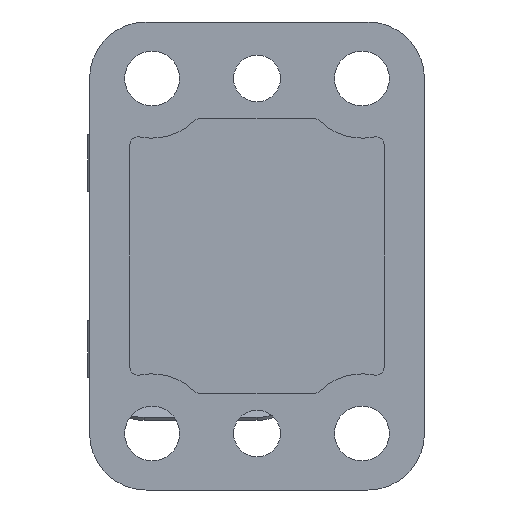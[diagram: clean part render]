
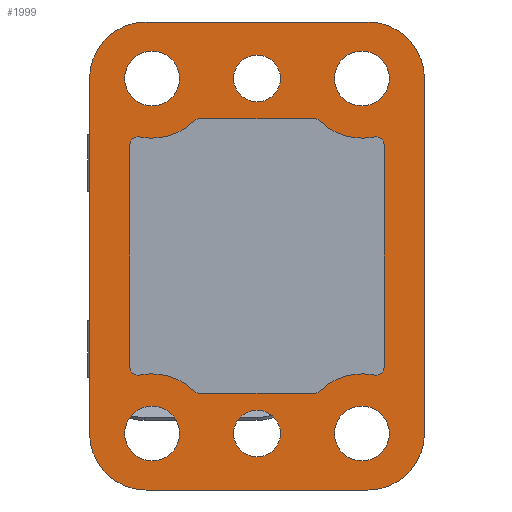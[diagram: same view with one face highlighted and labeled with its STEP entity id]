
A CAD part, front view. The second image highlights one B-rep face of the part: STEP entity #1999.
In plain terms, the highlighted planar face has unit normal (0, -1, 0).
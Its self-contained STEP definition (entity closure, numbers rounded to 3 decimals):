
#54=PLANE('',#2193);
#134=LINE('',#3142,#304);
#141=LINE('',#3158,#311);
#145=LINE('',#3170,#315);
#151=LINE('',#3181,#321);
#156=LINE('',#3217,#326);
#157=LINE('',#3226,#327);
#158=LINE('',#3234,#328);
#159=LINE('',#3242,#329);
#304=VECTOR('',#2480,1000.);
#311=VECTOR('',#2495,1000.);
#315=VECTOR('',#2507,1000.);
#321=VECTOR('',#2519,1000.);
#326=VECTOR('',#2562,1000.);
#327=VECTOR('',#2569,1000.);
#328=VECTOR('',#2576,1000.);
#329=VECTOR('',#2583,1000.);
#576=ORIENTED_EDGE('',*,*,#1124,.T.);
#577=ORIENTED_EDGE('',*,*,#1125,.T.);
#578=ORIENTED_EDGE('',*,*,#1126,.F.);
#579=ORIENTED_EDGE('',*,*,#1127,.T.);
#580=ORIENTED_EDGE('',*,*,#1128,.T.);
#581=ORIENTED_EDGE('',*,*,#1129,.T.);
#582=ORIENTED_EDGE('',*,*,#1130,.F.);
#583=ORIENTED_EDGE('',*,*,#1131,.T.);
#584=ORIENTED_EDGE('',*,*,#1132,.T.);
#585=ORIENTED_EDGE('',*,*,#1133,.T.);
#586=ORIENTED_EDGE('',*,*,#1134,.F.);
#587=ORIENTED_EDGE('',*,*,#1135,.T.);
#588=ORIENTED_EDGE('',*,*,#1136,.T.);
#589=ORIENTED_EDGE('',*,*,#1137,.T.);
#590=ORIENTED_EDGE('',*,*,#1138,.F.);
#591=ORIENTED_EDGE('',*,*,#1139,.T.);
#592=ORIENTED_EDGE('',*,*,#1119,.T.);
#593=ORIENTED_EDGE('',*,*,#1117,.T.);
#594=ORIENTED_EDGE('',*,*,#1116,.T.);
#595=ORIENTED_EDGE('',*,*,#1114,.T.);
#596=ORIENTED_EDGE('',*,*,#1113,.T.);
#597=ORIENTED_EDGE('',*,*,#1111,.T.);
#598=ORIENTED_EDGE('',*,*,#1087,.F.);
#599=ORIENTED_EDGE('',*,*,#1120,.F.);
#600=ORIENTED_EDGE('',*,*,#1109,.F.);
#601=ORIENTED_EDGE('',*,*,#1107,.F.);
#602=ORIENTED_EDGE('',*,*,#1102,.F.);
#603=ORIENTED_EDGE('',*,*,#1099,.F.);
#604=ORIENTED_EDGE('',*,*,#1096,.F.);
#605=ORIENTED_EDGE('',*,*,#1093,.F.);
#1087=EDGE_CURVE('',#1371,#1372,#134,.T.);
#1093=EDGE_CURVE('',#1372,#1374,#1541,.T.);
#1096=EDGE_CURVE('',#1374,#1376,#141,.T.);
#1099=EDGE_CURVE('',#1376,#1378,#1543,.T.);
#1102=EDGE_CURVE('',#1378,#1380,#145,.T.);
#1107=EDGE_CURVE('',#1380,#1381,#1545,.T.);
#1109=EDGE_CURVE('',#1381,#1382,#151,.T.);
#1111=EDGE_CURVE('',#1383,#1383,#1546,.T.);
#1113=EDGE_CURVE('',#1385,#1385,#1548,.T.);
#1114=EDGE_CURVE('',#1386,#1386,#1549,.T.);
#1116=EDGE_CURVE('',#1388,#1388,#1551,.T.);
#1117=EDGE_CURVE('',#1389,#1389,#1552,.T.);
#1119=EDGE_CURVE('',#1391,#1391,#1554,.T.);
#1120=EDGE_CURVE('',#1382,#1371,#1555,.T.);
#1124=EDGE_CURVE('',#1394,#1395,#156,.T.);
#1125=EDGE_CURVE('',#1395,#1396,#1556,.T.);
#1126=EDGE_CURVE('',#1397,#1396,#1557,.T.);
#1127=EDGE_CURVE('',#1397,#1398,#1558,.T.);
#1128=EDGE_CURVE('',#1398,#1399,#157,.T.);
#1129=EDGE_CURVE('',#1399,#1400,#1559,.T.);
#1130=EDGE_CURVE('',#1401,#1400,#1560,.T.);
#1131=EDGE_CURVE('',#1401,#1402,#1561,.T.);
#1132=EDGE_CURVE('',#1402,#1403,#158,.T.);
#1133=EDGE_CURVE('',#1403,#1404,#1562,.T.);
#1134=EDGE_CURVE('',#1405,#1404,#1563,.T.);
#1135=EDGE_CURVE('',#1405,#1406,#1564,.T.);
#1136=EDGE_CURVE('',#1406,#1407,#159,.T.);
#1137=EDGE_CURVE('',#1407,#1408,#1565,.T.);
#1138=EDGE_CURVE('',#1409,#1408,#1566,.T.);
#1139=EDGE_CURVE('',#1409,#1394,#1567,.T.);
#1371=VERTEX_POINT('',#3143);
#1372=VERTEX_POINT('',#3144);
#1374=VERTEX_POINT('',#3153);
#1376=VERTEX_POINT('',#3159);
#1378=VERTEX_POINT('',#3165);
#1380=VERTEX_POINT('',#3171);
#1381=VERTEX_POINT('',#3178);
#1382=VERTEX_POINT('',#3182);
#1383=VERTEX_POINT('',#3186);
#1385=VERTEX_POINT('',#3191);
#1386=VERTEX_POINT('',#3194);
#1388=VERTEX_POINT('',#3199);
#1389=VERTEX_POINT('',#3202);
#1391=VERTEX_POINT('',#3207);
#1394=VERTEX_POINT('',#3218);
#1395=VERTEX_POINT('',#3219);
#1396=VERTEX_POINT('',#3221);
#1397=VERTEX_POINT('',#3223);
#1398=VERTEX_POINT('',#3225);
#1399=VERTEX_POINT('',#3227);
#1400=VERTEX_POINT('',#3229);
#1401=VERTEX_POINT('',#3231);
#1402=VERTEX_POINT('',#3233);
#1403=VERTEX_POINT('',#3235);
#1404=VERTEX_POINT('',#3237);
#1405=VERTEX_POINT('',#3239);
#1406=VERTEX_POINT('',#3241);
#1407=VERTEX_POINT('',#3243);
#1408=VERTEX_POINT('',#3245);
#1409=VERTEX_POINT('',#3247);
#1541=CIRCLE('',#2165,7.);
#1543=CIRCLE('',#2169,7.);
#1545=CIRCLE('',#2173,7.);
#1546=CIRCLE('',#2176,3.4);
#1548=CIRCLE('',#2179,3.4);
#1549=CIRCLE('',#2181,2.9);
#1551=CIRCLE('',#2184,2.9);
#1552=CIRCLE('',#2186,3.4);
#1554=CIRCLE('',#2189,3.4);
#1555=CIRCLE('',#2191,7.);
#1556=CIRCLE('',#2194,1.);
#1557=CIRCLE('',#2195,7.4);
#1558=CIRCLE('',#2196,1.);
#1559=CIRCLE('',#2197,1.);
#1560=CIRCLE('',#2198,7.4);
#1561=CIRCLE('',#2199,1.);
#1562=CIRCLE('',#2200,1.);
#1563=CIRCLE('',#2201,7.4);
#1564=CIRCLE('',#2202,1.);
#1565=CIRCLE('',#2203,1.);
#1566=CIRCLE('',#2204,7.4);
#1567=CIRCLE('',#2205,1.);
#1666=EDGE_LOOP('',(#576,#577,#578,#579,#580,#581,#582,#583,#584,#585,#586,
#587,#588,#589,#590,#591));
#1667=EDGE_LOOP('',(#592));
#1668=EDGE_LOOP('',(#593));
#1669=EDGE_LOOP('',(#594));
#1670=EDGE_LOOP('',(#595));
#1671=EDGE_LOOP('',(#596));
#1672=EDGE_LOOP('',(#597));
#1673=EDGE_LOOP('',(#598,#599,#600,#601,#602,#603,#604,#605));
#1810=FACE_BOUND('',#1666,.T.);
#1811=FACE_BOUND('',#1667,.T.);
#1812=FACE_BOUND('',#1668,.T.);
#1813=FACE_BOUND('',#1669,.T.);
#1814=FACE_BOUND('',#1670,.T.);
#1815=FACE_BOUND('',#1671,.T.);
#1816=FACE_BOUND('',#1672,.T.);
#1817=FACE_BOUND('',#1673,.T.);
#1999=ADVANCED_FACE('',(#1810,#1811,#1812,#1813,#1814,#1815,#1816,#1817),
#54,.F.);
#2165=AXIS2_PLACEMENT_3D('',#3152,#2488,#2489);
#2169=AXIS2_PLACEMENT_3D('',#3164,#2500,#2501);
#2173=AXIS2_PLACEMENT_3D('',#3177,#2514,#2515);
#2176=AXIS2_PLACEMENT_3D('',#3185,#2523,#2524);
#2179=AXIS2_PLACEMENT_3D('',#3190,#2529,#2530);
#2181=AXIS2_PLACEMENT_3D('',#3193,#2533,#2534);
#2184=AXIS2_PLACEMENT_3D('',#3198,#2539,#2540);
#2186=AXIS2_PLACEMENT_3D('',#3201,#2543,#2544);
#2189=AXIS2_PLACEMENT_3D('',#3206,#2549,#2550);
#2191=AXIS2_PLACEMENT_3D('',#3209,#2553,#2554);
#2193=AXIS2_PLACEMENT_3D('',#3216,#2560,#2561);
#2194=AXIS2_PLACEMENT_3D('',#3220,#2563,#2564);
#2195=AXIS2_PLACEMENT_3D('',#3222,#2565,#2566);
#2196=AXIS2_PLACEMENT_3D('',#3224,#2567,#2568);
#2197=AXIS2_PLACEMENT_3D('',#3228,#2570,#2571);
#2198=AXIS2_PLACEMENT_3D('',#3230,#2572,#2573);
#2199=AXIS2_PLACEMENT_3D('',#3232,#2574,#2575);
#2200=AXIS2_PLACEMENT_3D('',#3236,#2577,#2578);
#2201=AXIS2_PLACEMENT_3D('',#3238,#2579,#2580);
#2202=AXIS2_PLACEMENT_3D('',#3240,#2581,#2582);
#2203=AXIS2_PLACEMENT_3D('',#3244,#2584,#2585);
#2204=AXIS2_PLACEMENT_3D('',#3246,#2586,#2587);
#2205=AXIS2_PLACEMENT_3D('',#3248,#2588,#2589);
#2480=DIRECTION('',(0.,0.,1.));
#2488=DIRECTION('',(0.,1.,0.));
#2489=DIRECTION('',(1.,0.,0.));
#2495=DIRECTION('',(1.,0.,0.));
#2500=DIRECTION('',(0.,1.,0.));
#2501=DIRECTION('',(1.,0.,0.));
#2507=DIRECTION('',(0.,0.,-1.));
#2514=DIRECTION('',(0.,1.,0.));
#2515=DIRECTION('',(1.,0.,0.));
#2519=DIRECTION('',(-1.,0.,0.));
#2523=DIRECTION('',(0.,1.,0.));
#2524=DIRECTION('',(1.,0.,0.));
#2529=DIRECTION('',(0.,1.,0.));
#2530=DIRECTION('',(1.,0.,0.));
#2533=DIRECTION('',(0.,1.,0.));
#2534=DIRECTION('',(1.,0.,0.));
#2539=DIRECTION('',(0.,1.,0.));
#2540=DIRECTION('',(1.,0.,0.));
#2543=DIRECTION('',(0.,1.,0.));
#2544=DIRECTION('',(1.,0.,0.));
#2549=DIRECTION('',(0.,1.,0.));
#2550=DIRECTION('',(1.,0.,0.));
#2553=DIRECTION('',(0.,1.,0.));
#2554=DIRECTION('',(1.,0.,0.));
#2560=DIRECTION('',(0.,1.,0.));
#2561=DIRECTION('',(0.,0.,1.));
#2562=DIRECTION('',(0.,0.,1.));
#2563=DIRECTION('',(0.,1.,0.));
#2564=DIRECTION('',(1.,0.,0.));
#2565=DIRECTION('',(0.,1.,0.));
#2566=DIRECTION('',(1.,0.,0.));
#2567=DIRECTION('',(0.,1.,0.));
#2568=DIRECTION('',(1.,0.,0.));
#2569=DIRECTION('',(1.,0.,0.));
#2570=DIRECTION('',(0.,1.,0.));
#2571=DIRECTION('',(1.,0.,0.));
#2572=DIRECTION('',(0.,1.,0.));
#2573=DIRECTION('',(1.,0.,0.));
#2574=DIRECTION('',(0.,1.,0.));
#2575=DIRECTION('',(1.,0.,0.));
#2576=DIRECTION('',(0.,0.,-1.));
#2577=DIRECTION('',(0.,1.,0.));
#2578=DIRECTION('',(1.,0.,0.));
#2579=DIRECTION('',(0.,1.,0.));
#2580=DIRECTION('',(1.,0.,0.));
#2581=DIRECTION('',(0.,1.,0.));
#2582=DIRECTION('',(1.,0.,0.));
#2583=DIRECTION('',(-1.,0.,0.));
#2584=DIRECTION('',(0.,1.,0.));
#2585=DIRECTION('',(1.,0.,0.));
#2586=DIRECTION('',(0.,1.,0.));
#2587=DIRECTION('',(1.,0.,0.));
#2588=DIRECTION('',(0.,1.,0.));
#2589=DIRECTION('',(1.,0.,0.));
#3142=CARTESIAN_POINT('',(-20.75,0.,-22.));
#3143=CARTESIAN_POINT('',(-20.75,0.,-22.));
#3144=CARTESIAN_POINT('',(-20.75,0.,22.));
#3152=CARTESIAN_POINT('',(-13.75,0.,22.));
#3153=CARTESIAN_POINT('',(-13.75,0.,29.));
#3158=CARTESIAN_POINT('',(-13.75,0.,29.));
#3159=CARTESIAN_POINT('',(13.75,0.,29.));
#3164=CARTESIAN_POINT('',(13.75,0.,22.));
#3165=CARTESIAN_POINT('',(20.75,0.,22.));
#3170=CARTESIAN_POINT('',(20.75,0.,22.));
#3171=CARTESIAN_POINT('',(20.75,0.,-22.));
#3177=CARTESIAN_POINT('',(13.75,0.,-22.));
#3178=CARTESIAN_POINT('',(13.75,0.,-29.));
#3181=CARTESIAN_POINT('',(13.75,0.,-29.));
#3182=CARTESIAN_POINT('',(-13.75,0.,-29.));
#3185=CARTESIAN_POINT('',(13.,0.,-22.));
#3186=CARTESIAN_POINT('',(16.4,0.,-22.));
#3190=CARTESIAN_POINT('',(13.,0.,22.));
#3191=CARTESIAN_POINT('',(16.4,0.,22.));
#3193=CARTESIAN_POINT('',(0.,0.,-22.));
#3194=CARTESIAN_POINT('',(2.9,0.,-22.));
#3198=CARTESIAN_POINT('',(0.,0.,22.));
#3199=CARTESIAN_POINT('',(2.9,0.,22.));
#3201=CARTESIAN_POINT('',(-13.,0.,-22.));
#3202=CARTESIAN_POINT('',(-9.6,0.,-22.));
#3206=CARTESIAN_POINT('',(-13.,0.,22.));
#3207=CARTESIAN_POINT('',(-9.6,0.,22.));
#3209=CARTESIAN_POINT('',(-13.75,0.,-22.));
#3216=CARTESIAN_POINT('',(-13.75,0.,22.));
#3217=CARTESIAN_POINT('',(-15.75,0.,-13.784));
#3218=CARTESIAN_POINT('',(-15.75,0.,-13.784));
#3219=CARTESIAN_POINT('',(-15.75,0.,13.784));
#3220=CARTESIAN_POINT('',(-14.75,0.,13.784));
#3221=CARTESIAN_POINT('',(-14.542,0.,14.762));
#3222=CARTESIAN_POINT('',(-13.,0.,22.));
#3223=CARTESIAN_POINT('',(-7.821,0.,16.714));
#3224=CARTESIAN_POINT('',(-7.121,0.,16.));
#3225=CARTESIAN_POINT('',(-7.121,0.,17.));
#3226=CARTESIAN_POINT('',(-7.121,0.,17.));
#3227=CARTESIAN_POINT('',(7.121,0.,17.));
#3228=CARTESIAN_POINT('',(7.121,0.,16.));
#3229=CARTESIAN_POINT('',(7.821,0.,16.714));
#3230=CARTESIAN_POINT('',(13.,0.,22.));
#3231=CARTESIAN_POINT('',(14.542,0.,14.762));
#3232=CARTESIAN_POINT('',(14.75,0.,13.784));
#3233=CARTESIAN_POINT('',(15.75,0.,13.784));
#3234=CARTESIAN_POINT('',(15.75,0.,13.784));
#3235=CARTESIAN_POINT('',(15.75,0.,-13.784));
#3236=CARTESIAN_POINT('',(14.75,0.,-13.784));
#3237=CARTESIAN_POINT('',(14.542,0.,-14.762));
#3238=CARTESIAN_POINT('',(13.,0.,-22.));
#3239=CARTESIAN_POINT('',(7.821,0.,-16.714));
#3240=CARTESIAN_POINT('',(7.121,0.,-16.));
#3241=CARTESIAN_POINT('',(7.121,0.,-17.));
#3242=CARTESIAN_POINT('',(7.121,0.,-17.));
#3243=CARTESIAN_POINT('',(-7.121,0.,-17.));
#3244=CARTESIAN_POINT('',(-7.121,0.,-16.));
#3245=CARTESIAN_POINT('',(-7.821,0.,-16.714));
#3246=CARTESIAN_POINT('',(-13.,0.,-22.));
#3247=CARTESIAN_POINT('',(-14.542,0.,-14.762));
#3248=CARTESIAN_POINT('',(-14.75,0.,-13.784));
